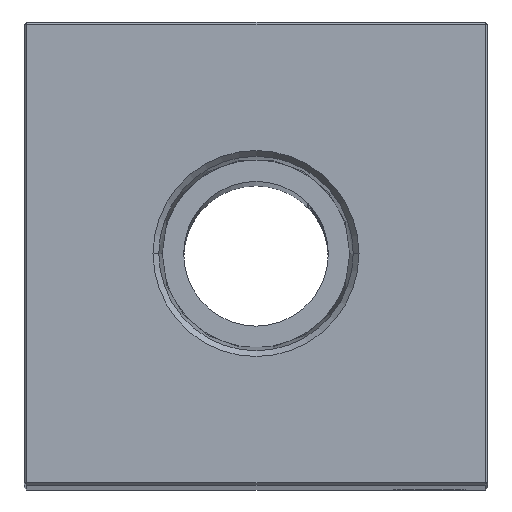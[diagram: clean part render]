
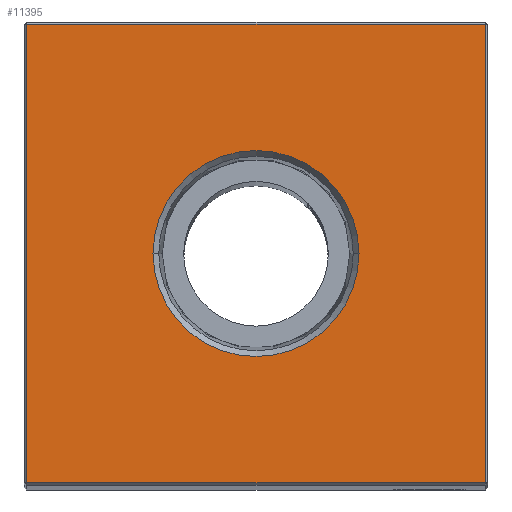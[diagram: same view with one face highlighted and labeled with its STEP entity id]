
A CAD part, top view. The second image highlights one B-rep face of the part: STEP entity #11395.
In plain terms, the highlighted planar face has unit normal (0, 0, 1).
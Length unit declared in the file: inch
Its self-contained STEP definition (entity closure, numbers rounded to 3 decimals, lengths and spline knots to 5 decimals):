
#1121 = CARTESIAN_POINT ( 'NONE',  ( 0.99, 0.99, 12.25 ) ) ;
#2545 = VERTEX_POINT ( 'NONE', #11765 ) ;
#2757 = ORIENTED_EDGE ( 'NONE', *, *, #29684, .T. ) ;
#4310 = AXIS2_PLACEMENT_3D ( 'NONE', #32657, #9695, #19809 ) ;
#4746 = LINE ( 'NONE', #14805, #13290 ) ;
#6578 = DIRECTION ( 'NONE',  ( 0., 1., 0. ) ) ;
#6880 = AXIS2_PLACEMENT_3D ( 'NONE', #11478, #21611, #31905 ) ;
#7125 = DIRECTION ( 'NONE',  ( -1., 0., 0. ) ) ;
#7316 = CARTESIAN_POINT ( 'NONE',  ( 0., -0.99, 12.25 ) ) ;
#7459 = VERTEX_POINT ( 'NONE', #1121 ) ;
#8516 = EDGE_CURVE ( 'NONE', #10407, #25553, #4746, .T. ) ;
#8870 = CARTESIAN_POINT ( 'NONE',  ( -0.99, 0.99, 12.25 ) ) ;
#8994 = FACE_BOUND ( 'NONE', #23904, .T. ) ;
#9309 = DIRECTION ( 'NONE',  ( -1., 0., 0. ) ) ;
#9695 = DIRECTION ( 'NONE',  ( 0., 0., 1. ) ) ;
#10200 = CARTESIAN_POINT ( 'NONE',  ( -0.44487, 0., 12.25 ) ) ;
#10407 = VERTEX_POINT ( 'NONE', #8870 ) ;
#10411 = CARTESIAN_POINT ( 'NONE',  ( -0.99, -0.99, 12.25 ) ) ;
#11395 = ADVANCED_FACE ( 'NONE', ( #31912, #8994 ), #19103, .F. ) ;
#11478 = CARTESIAN_POINT ( 'NONE',  ( 0., 0., 12.25 ) ) ;
#11765 = CARTESIAN_POINT ( 'NONE',  ( 0.99, -0.99, 12.25 ) ) ;
#12113 = EDGE_CURVE ( 'NONE', #2545, #7459, #19169, .T. ) ;
#13290 = VECTOR ( 'NONE', #24966, 39.37008 ) ;
#13935 = VECTOR ( 'NONE', #7125, 39.37008 ) ;
#14558 = VERTEX_POINT ( 'NONE', #10200 ) ;
#14805 = CARTESIAN_POINT ( 'NONE',  ( -0.99, 0., 12.25 ) ) ;
#15774 = EDGE_CURVE ( 'NONE', #25553, #2545, #30137, .T. ) ;
#17417 = DIRECTION ( 'NONE',  ( 1., 0., 0. ) ) ;
#18534 = CIRCLE ( 'NONE', #4310, 0.44487 ) ;
#18917 = EDGE_CURVE ( 'NONE', #14558, #28769, #21174, .T. ) ;
#19103 = PLANE ( 'NONE',  #21005 ) ;
#19169 = LINE ( 'NONE', #29387, #22107 ) ;
#19313 = CARTESIAN_POINT ( 'NONE',  ( 0.44487, 0., 12.25 ) ) ;
#19708 = LINE ( 'NONE', #29942, #13935 ) ;
#19809 = DIRECTION ( 'NONE',  ( 1., 0., 0. ) ) ;
#21005 = AXIS2_PLACEMENT_3D ( 'NONE', #21958, #32245, #9309 ) ;
#21174 = CIRCLE ( 'NONE', #6880, 0.44487 ) ;
#21611 = DIRECTION ( 'NONE',  ( 0., 0., 1. ) ) ;
#21958 = CARTESIAN_POINT ( 'NONE',  ( 0., 0., 12.25 ) ) ;
#22107 = VECTOR ( 'NONE', #6578, 39.37008 ) ;
#23182 = ORIENTED_EDGE ( 'NONE', *, *, #8516, .T. ) ;
#23904 = EDGE_LOOP ( 'NONE', ( #25457, #31561 ) ) ;
#24966 = DIRECTION ( 'NONE',  ( 0., -1., 0. ) ) ;
#25406 = VECTOR ( 'NONE', #17417, 39.37008 ) ;
#25457 = ORIENTED_EDGE ( 'NONE', *, *, #32525, .F. ) ;
#25553 = VERTEX_POINT ( 'NONE', #10411 ) ;
#28769 = VERTEX_POINT ( 'NONE', #19313 ) ;
#29387 = CARTESIAN_POINT ( 'NONE',  ( 0.99, 0., 12.25 ) ) ;
#29684 = EDGE_CURVE ( 'NONE', #7459, #10407, #19708, .T. ) ;
#29942 = CARTESIAN_POINT ( 'NONE',  ( 0., 0.99, 12.25 ) ) ;
#30137 = LINE ( 'NONE', #7316, #25406 ) ;
#30355 = ORIENTED_EDGE ( 'NONE', *, *, #15774, .T. ) ;
#31080 = ORIENTED_EDGE ( 'NONE', *, *, #12113, .T. ) ;
#31561 = ORIENTED_EDGE ( 'NONE', *, *, #18917, .F. ) ;
#31682 = EDGE_LOOP ( 'NONE', ( #23182, #30355, #31080, #2757 ) ) ;
#31905 = DIRECTION ( 'NONE',  ( 1., 0., 0. ) ) ;
#31912 = FACE_OUTER_BOUND ( 'NONE', #31682, .T. ) ;
#32245 = DIRECTION ( 'NONE',  ( 0., 0., -1. ) ) ;
#32525 = EDGE_CURVE ( 'NONE', #28769, #14558, #18534, .T. ) ;
#32657 = CARTESIAN_POINT ( 'NONE',  ( 0., 0., 12.25 ) ) ;
